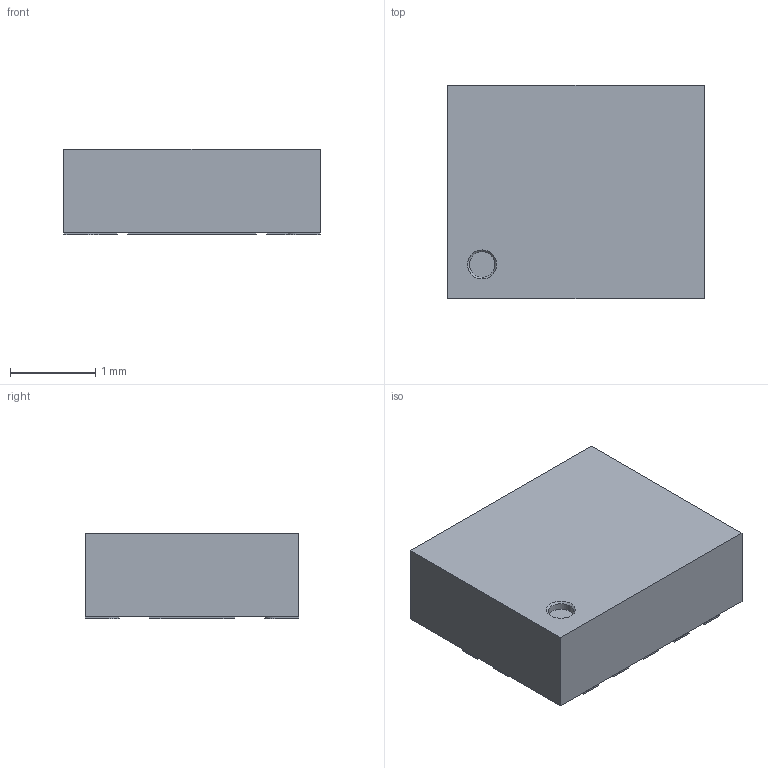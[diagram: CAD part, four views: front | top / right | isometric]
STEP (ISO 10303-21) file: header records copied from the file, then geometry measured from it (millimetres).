
FILE_DESCRIPTION(/* description */ (''),/* implementation_level */ '2;1');
FILE_NAME(/* name */ 'QFN14-SOT762-1.step',/* time_stamp */ '2025-07-20T11:08:24-07:00',/* author */ (''),/* organization */ (''),/* preprocessor_version */ 'ST-DEVELOPER v20.1',/* originating_system */ 'Autodesk Translation Framework v14.10.0.0',/* authorisation */ '');
FILE_SCHEMA (('AUTOMOTIVE_DESIGN { 1 0 10303 214 3 1 1 }'));
Length unit declared in the file: millimetre
Products named in the file (1): QFN14-SOT762-1
Bounding box: 3 x 2.5 x 1 mm (x, y, z)
Volume: 7.4 mm3; surface area: 31.9 mm2
Topology: 16 solids, 16 shells, 99 faces, 197 edges, 131 vertices
Faces by surface type: plane 83, cylinder 15, cone 1
Full cylindrical faces by diameter (mm): 0.3 x1
Entity records: 2566 total; most frequent: DIRECTION 428, CARTESIAN_POINT 428, ORIENTED_EDGE 394, EDGE_CURVE 197, LINE 166, VECTOR 166, VERTEX_POINT 131, AXIS2_PLACEMENT_3D 131
